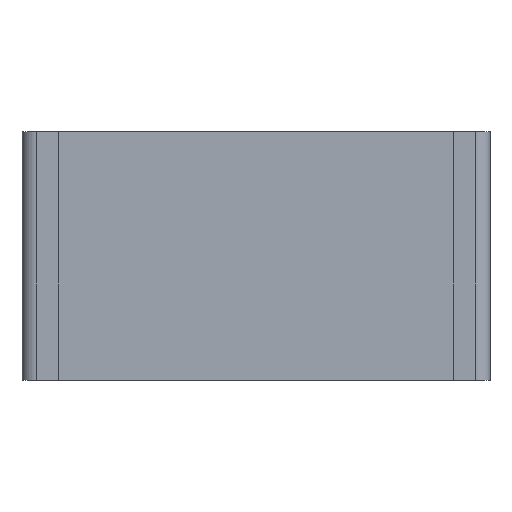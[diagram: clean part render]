
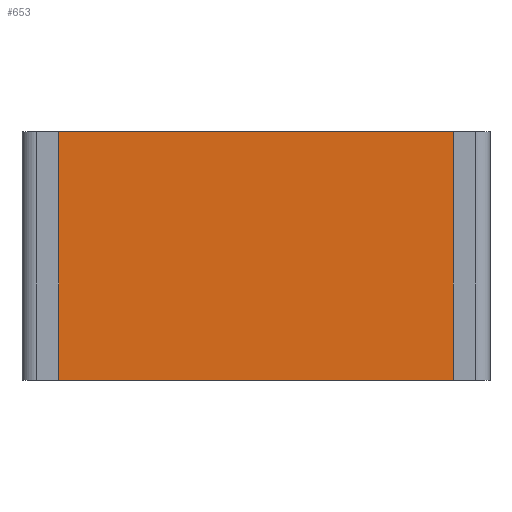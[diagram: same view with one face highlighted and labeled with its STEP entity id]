
A CAD part, top view. The second image highlights one B-rep face of the part: STEP entity #653.
In plain terms, the highlighted planar face has unit normal (0, 0, 1).
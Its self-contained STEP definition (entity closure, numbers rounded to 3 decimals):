
#73=PLANE('',#740);
#109=FACE_OUTER_BOUND('',#145,.T.);
#145=EDGE_LOOP('',(#607,#608,#609,#610));
#213=LINE('',#1090,#289);
#216=LINE('',#1096,#292);
#219=LINE('',#1102,#295);
#222=LINE('',#1106,#298);
#289=VECTOR('',#900,10.);
#292=VECTOR('',#905,10.);
#295=VECTOR('',#910,10.);
#298=VECTOR('',#915,10.);
#357=VERTEX_POINT('',#1087);
#358=VERTEX_POINT('',#1089);
#360=VERTEX_POINT('',#1095);
#362=VERTEX_POINT('',#1101);
#437=EDGE_CURVE('',#357,#358,#213,.T.);
#440=EDGE_CURVE('',#360,#358,#216,.T.);
#443=EDGE_CURVE('',#362,#360,#219,.T.);
#446=EDGE_CURVE('',#362,#357,#222,.T.);
#607=ORIENTED_EDGE('',*,*,#446,.F.);
#608=ORIENTED_EDGE('',*,*,#443,.T.);
#609=ORIENTED_EDGE('',*,*,#440,.T.);
#610=ORIENTED_EDGE('',*,*,#437,.F.);
#653=ADVANCED_FACE('',(#109),#73,.T.);
#740=AXIS2_PLACEMENT_3D('',#1107,#916,#917);
#900=DIRECTION('',(1.,0.,0.));
#905=DIRECTION('',(0.,1.,0.));
#910=DIRECTION('',(1.,0.,0.));
#915=DIRECTION('',(0.,1.,0.));
#916=DIRECTION('center_axis',(0.,0.,1.));
#917=DIRECTION('ref_axis',(1.,0.,0.));
#1087=CARTESIAN_POINT('',(-1.55,0.85,0.51));
#1089=CARTESIAN_POINT('',(1.55,0.85,0.51));
#1090=CARTESIAN_POINT('',(-1.55,0.85,0.51));
#1095=CARTESIAN_POINT('',(1.55,-0.85,0.51));
#1096=CARTESIAN_POINT('',(1.55,-0.85,0.51));
#1101=CARTESIAN_POINT('',(-1.55,-0.85,0.51));
#1102=CARTESIAN_POINT('',(-1.55,-0.85,0.51));
#1106=CARTESIAN_POINT('',(-1.55,-0.85,0.51));
#1107=CARTESIAN_POINT('Origin',(0.,-0.86,0.51));
